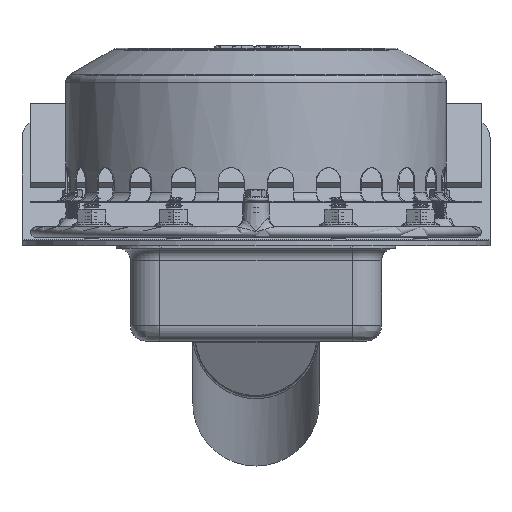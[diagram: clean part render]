
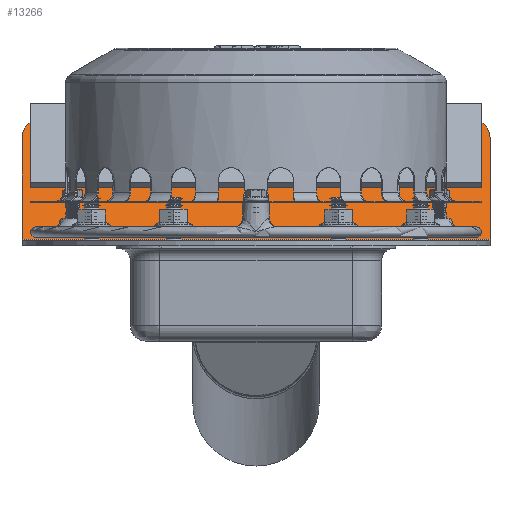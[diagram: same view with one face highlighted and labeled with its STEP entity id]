
A CAD part, left-side view. The second image highlights one B-rep face of the part: STEP entity #13266.
In plain terms, the highlighted planar face has unit normal (-0.707, 0, 0.707).
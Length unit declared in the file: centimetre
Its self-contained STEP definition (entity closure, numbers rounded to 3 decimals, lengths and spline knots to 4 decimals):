
#911=PLANE('',#14295);
#1288=FACE_OUTER_BOUND('',#2109,.T.);
#2109=EDGE_LOOP('',(#9303,#9304,#9305,#9306,#9307,#9308));
#2993=LINE('',#20557,#3787);
#2998=LINE('',#20571,#3792);
#2999=LINE('',#20575,#3793);
#3000=LINE('',#20576,#3794);
#3787=VECTOR('',#16548,1.);
#3792=VECTOR('',#16559,1.);
#3793=VECTOR('',#16562,1.);
#3794=VECTOR('',#16563,1.);
#4587=CIRCLE('',#14291,20.);
#4590=CIRCLE('',#14296,20.);
#5417=VERTEX_POINT('',#20550);
#5418=VERTEX_POINT('',#20552);
#5419=VERTEX_POINT('',#20556);
#5425=VERTEX_POINT('',#20570);
#5426=VERTEX_POINT('',#20572);
#5427=VERTEX_POINT('',#20574);
#6865=EDGE_CURVE('',#5417,#5418,#4587,.T.);
#6867=EDGE_CURVE('',#5419,#5418,#2993,.T.);
#6874=EDGE_CURVE('',#5425,#5417,#2998,.T.);
#6875=EDGE_CURVE('',#5426,#5425,#4590,.T.);
#6876=EDGE_CURVE('',#5427,#5426,#2999,.T.);
#6877=EDGE_CURVE('',#5427,#5419,#3000,.T.);
#9303=ORIENTED_EDGE('',*,*,#6865,.F.);
#9304=ORIENTED_EDGE('',*,*,#6874,.F.);
#9305=ORIENTED_EDGE('',*,*,#6875,.F.);
#9306=ORIENTED_EDGE('',*,*,#6876,.F.);
#9307=ORIENTED_EDGE('',*,*,#6877,.T.);
#9308=ORIENTED_EDGE('',*,*,#6867,.T.);
#13266=ADVANCED_FACE('',(#1288),#911,.T.);
#14291=AXIS2_PLACEMENT_3D('',#20553,#16543,#16544);
#14295=AXIS2_PLACEMENT_3D('',#20569,#16557,#16558);
#14296=AXIS2_PLACEMENT_3D('',#20573,#16560,#16561);
#16543=DIRECTION('center_axis',(0.707,0.,
-0.707));
#16544=DIRECTION('ref_axis',(0.5,-0.707,0.5));
#16548=DIRECTION('',(0.707,0.,0.707));
#16557=DIRECTION('center_axis',(-0.707,0.,
0.707));
#16558=DIRECTION('ref_axis',(0.,-1.,0.));
#16559=DIRECTION('',(0.,-1.,0.));
#16560=DIRECTION('center_axis',(0.707,0.,
-0.707));
#16561=DIRECTION('ref_axis',(0.5,0.707,0.5));
#16562=DIRECTION('',(0.707,0.,0.707));
#16563=DIRECTION('',(0.,-1.,0.));
#20550=CARTESIAN_POINT('',(347.1249,-115.,76.3675));
#20552=CARTESIAN_POINT('',(332.9828,-135.,62.2254));
#20553=CARTESIAN_POINT('Origin',(332.9828,-115.,62.2254));
#20556=CARTESIAN_POINT('',(274.5482,-135.,3.7908));
#20557=CARTESIAN_POINT('',(274.5482,-135.,3.7908));
#20569=CARTESIAN_POINT('Origin',(274.5482,135.,3.7908));
#20570=CARTESIAN_POINT('',(347.1249,115.,76.3675));
#20571=CARTESIAN_POINT('',(347.1249,135.,76.3675));
#20572=CARTESIAN_POINT('',(332.9828,135.,62.2254));
#20573=CARTESIAN_POINT('Origin',(332.9828,115.,62.2254));
#20574=CARTESIAN_POINT('',(274.5482,135.,3.7908));
#20575=CARTESIAN_POINT('',(274.5482,135.,3.7908));
#20576=CARTESIAN_POINT('',(274.5482,135.,3.7908));
